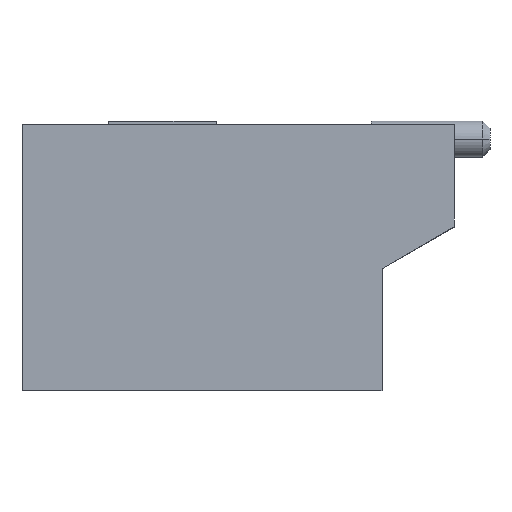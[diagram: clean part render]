
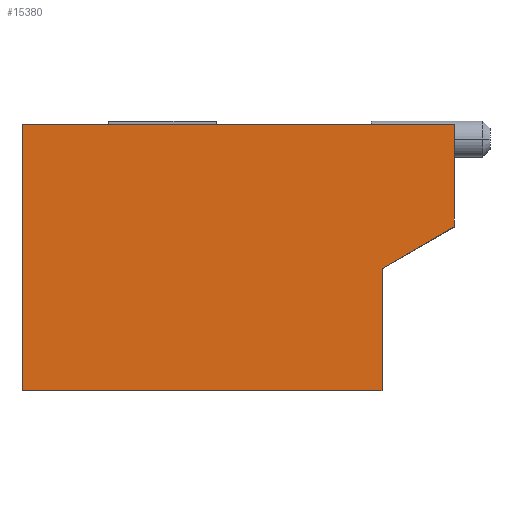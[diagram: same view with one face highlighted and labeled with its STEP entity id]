
A CAD part, left-side view. The second image highlights one B-rep face of the part: STEP entity #15380.
In plain terms, the highlighted planar face has unit normal (-1, 0, 0).
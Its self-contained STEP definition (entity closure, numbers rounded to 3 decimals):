
#8430=CARTESIAN_POINT('',(-13.5,-5.,-0.));
#8440=VERTEX_POINT('',#8430);
#8470=CARTESIAN_POINT('',(-13.5,-5.,1.7));
#8480=DIRECTION('',(0.,0.,-1.));
#8490=VECTOR('',#8480,1.7);
#8500=LINE('',#8470,#8490);
#8510=CARTESIAN_POINT('',(-13.5,-5.,1.7));
#8520=VERTEX_POINT('',#8510);
#8530=EDGE_CURVE('',#8520,#8440,#8500,.T.);
#13770=CARTESIAN_POINT('',(-13.5,0.,3.7));
#13780=VERTEX_POINT('',#13770);
#13810=CARTESIAN_POINT('',(-13.5,0.,3.7));
#13820=DIRECTION('',(0.,0.,-1.));
#13830=VECTOR('',#13820,3.7);
#13840=LINE('',#13810,#13830);
#13850=CARTESIAN_POINT('',(-13.5,0.,0.));
#13860=VERTEX_POINT('',#13850);
#13870=EDGE_CURVE('',#13780,#13860,#13840,.T.);
#14580=CARTESIAN_POINT('',(-13.5,-6.,2.277));
#14590=DIRECTION('',(0.,0.866,-0.5));
#14600=VECTOR('',#14590,1.155);
#14610=LINE('',#14580,#14600);
#14620=CARTESIAN_POINT('',(-13.5,-6.,2.277));
#14630=VERTEX_POINT('',#14620);
#14640=EDGE_CURVE('',#14630,#8520,#14610,.T.);
#15080=CARTESIAN_POINT('',(-13.5,-3.323,0.));
#15090=DIRECTION('',(-1.,-0.,0.));
#15100=DIRECTION('',(0.,-1.,0.));
#15110=AXIS2_PLACEMENT_3D('',#15080,#15090,#15100);
#15120=PLANE('',#15110);
#15130=CARTESIAN_POINT('',(-13.5,-1.1,3.7));
#15140=DIRECTION('',(0.,1.,0.));
#15150=VECTOR('',#15140,1.);
#15160=LINE('',#15130,#15150);
#15170=CARTESIAN_POINT('',(-13.5,-6.,3.7));
#15180=VERTEX_POINT('',#15170);
#15190=EDGE_CURVE('',#15180,#13780,#15160,.T.);
#15200=ORIENTED_EDGE('',*,*,#15190,.T.);
#15210=CARTESIAN_POINT('',(-13.5,-6.,2.277));
#15220=DIRECTION('',(0.,0.,1.));
#15230=VECTOR('',#15220,1.423);
#15240=LINE('',#15210,#15230);
#15250=EDGE_CURVE('',#14630,#15180,#15240,.T.);
#15260=ORIENTED_EDGE('',*,*,#15250,.T.);
#15270=ORIENTED_EDGE('',*,*,#14640,.F.);
#15280=ORIENTED_EDGE('',*,*,#8530,.F.);
#15290=CARTESIAN_POINT('',(-13.5,0.,0.));
#15300=DIRECTION('',(0.,-1.,0.));
#15310=VECTOR('',#15300,0.927);
#15320=LINE('',#15290,#15310);
#15330=EDGE_CURVE('',#13860,#8440,#15320,.T.);
#15340=ORIENTED_EDGE('',*,*,#15330,.T.);
#15350=ORIENTED_EDGE('',*,*,#13870,.T.);
#15360=EDGE_LOOP('',(#15350,#15340,#15280,#15270,#15260,#15200));
#15370=FACE_OUTER_BOUND('',#15360,.T.);
#15380=ADVANCED_FACE('',(#15370),#15120,.T.);
